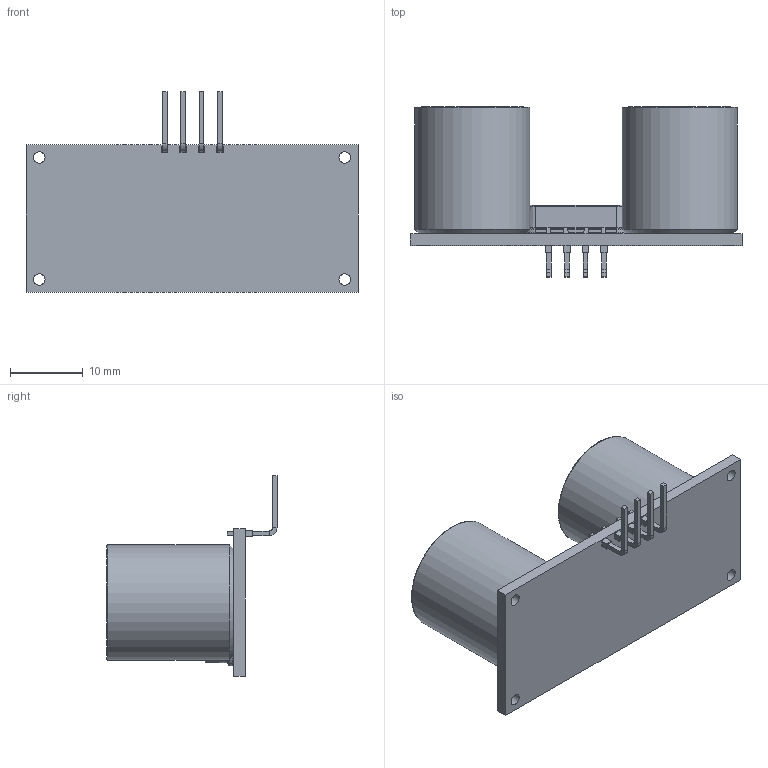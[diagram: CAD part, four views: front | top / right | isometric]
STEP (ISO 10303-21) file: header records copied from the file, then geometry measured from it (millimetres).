
FILE_DESCRIPTION(/* description */ (''),/* implementation_level */ '2;1');
FILE_NAME(/* name */ 'RANGE_FINDER_SIMPLE_Corr1 v2.step',/* time_stamp */ '2021-02-06T21:17:46-05:00',/* author */ (''),/* organization */ (''),/* preprocessor_version */ 'ST-DEVELOPER v18.1',/* originating_system */ 'Autodesk Translation Framework v9.7.1.1290',/* authorisation */ '');
FILE_SCHEMA (('AUTOMOTIVE_DESIGN { 1 0 10303 214 3 1 1 }'));
Length unit declared in the file: inch
Products named in the file (1): RANGE_FINDER_SIMPLE_Corr1
Bounding box: 45.72 x 23.43 x 27.62 mm (x, y, z)
Volume: 5582.9 mm3; surface area: 5056 mm2
Topology: 1 solids, 1 shells, 180 faces, 568 edges, 444 vertices
Faces by surface type: plane 136, cylinder 28, torus 12, cone 4
Full cylindrical faces by diameter (mm): 1.587 x4, 12.698 x1, 12.738 x1, 12.827 x2, 15.875 x2
Entity records: 8362 total; most frequent: CARTESIAN_POINT 3032, ORIENTED_EDGE 1136, DIRECTION 895, EDGE_CURVE 568, VERTEX_POINT 444, LINE 357, VECTOR 357, AXIS2_PLACEMENT_3D 269
